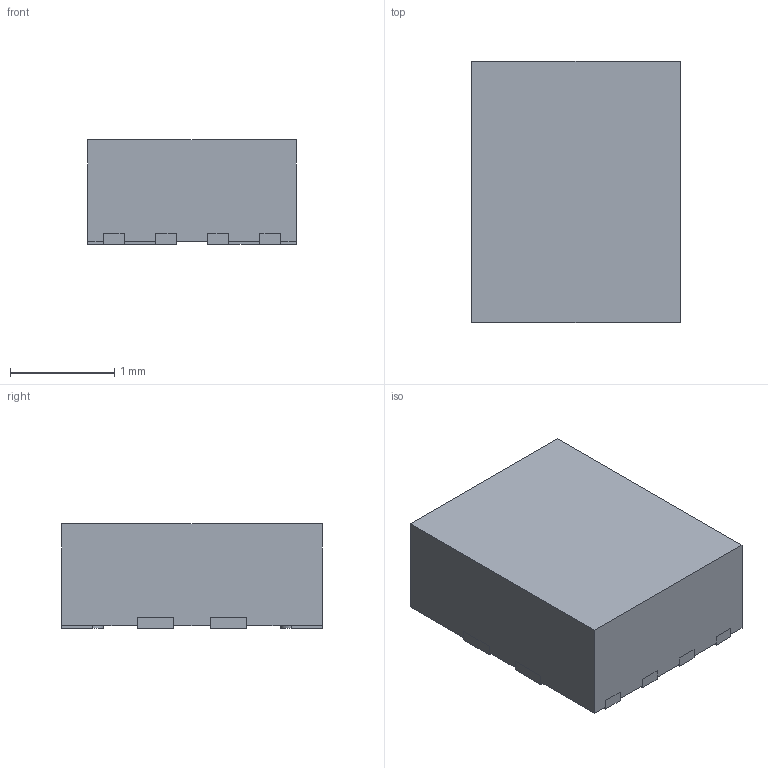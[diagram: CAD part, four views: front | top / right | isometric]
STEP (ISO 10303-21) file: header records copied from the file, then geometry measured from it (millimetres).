
FILE_DESCRIPTION (( 'STEP AP214' ), '1' );
FILE_NAME ('TPS2121.STEP', '2020-08-11T03:04:48', ( '' ), ( '' ), 'SwSTEP 2.0', 'SolidWorks 2019', '' );
FILE_SCHEMA (( 'AUTOMOTIVE_DESIGN' ));
Length unit declared in the file: inch
Products named in the file (4): TPS2121; RUX0012A-prt0.stp; RUX0012A.stp; MOLD.stp
Assembly tree (3 placements, depth 3):
  TPS2121
    RUX0012A.stp
      RUX0012A-prt0.stp
      MOLD.stp
Bounding box: 2 x 2.5 x 1 mm (x, y, z)
Volume: 4.9 mm3; surface area: 25 mm2
Topology: 13 solids, 13 shells, 128 faces, 306 edges, 204 vertices
Faces by surface type: plane 104, cylinder 24
Entity records: 4107 total; most frequent: CARTESIAN_POINT 645, DIRECTION 624, ORIENTED_EDGE 612, EDGE_CURVE 306, LINE 258, VECTOR 258, VERTEX_POINT 204, AXIS2_PLACEMENT_3D 183
